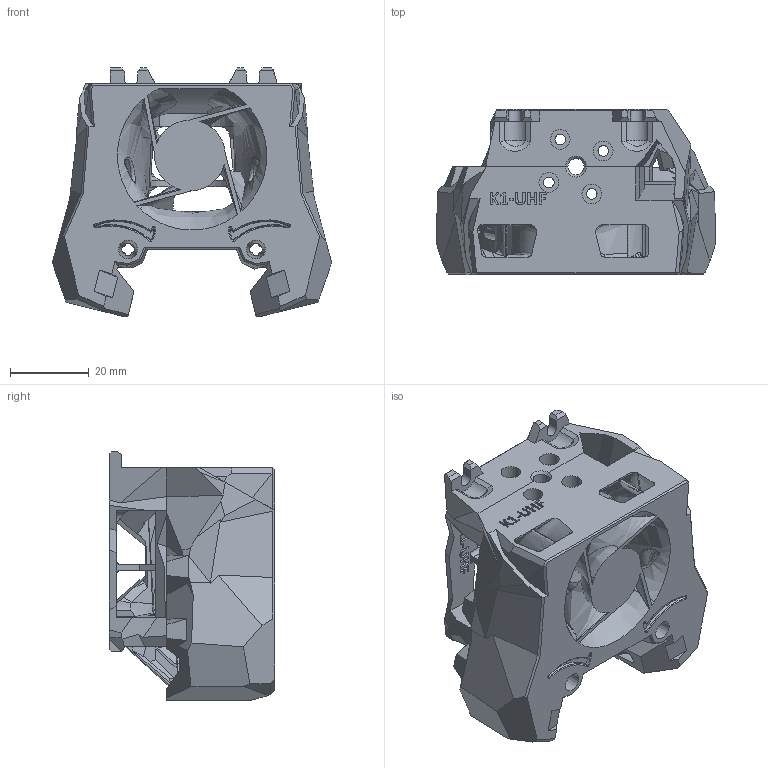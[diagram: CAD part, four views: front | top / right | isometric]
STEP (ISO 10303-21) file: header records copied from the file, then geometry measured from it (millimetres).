
FILE_DESCRIPTION(/* description */ (''),/* implementation_level */ '2;1');
FILE_NAME(/* name */ 'Stealthburner_Printhead_K1_UHF.step',/* time_stamp */ '2023-10-21T14:57:10+02:00',/* author */ (''),/* organization */ (''),/* preprocessor_version */ 'ST-DEVELOPER v20',/* originating_system */ 'Autodesk Translation Framework v12.14.0.127',/* authorisation */ '');
FILE_SCHEMA (('AUTOMOTIVE_DESIGN { 1 0 10303 214 3 1 1 }'));
Products named in the file (1): Stealthburner_Printhead_Rapido
Bounding box: 71.07 x 42 x 63.13 mm (x, y, z)
Volume: 51093.4 mm3; surface area: 33022.8 mm2
Topology: 2 solids, 2 shells, 1333 faces, 4026 edges, 2653 vertices
Faces by surface type: plane 665, bspline 499, cylinder 108, cone 60, sphere 1
Full cylindrical faces by diameter (mm): 2.7 x4, 3.4 x8, 4.6 x2, 4.7 x2, 5 x4, 6 x2
Entity records: 74154 total; most frequent: CARTESIAN_POINT 41763, ORIENTED_EDGE 7984, DIRECTION 4740, EDGE_CURVE 3992, VERTEX_POINT 2653, LINE 2310, VECTOR 2310, EDGE_LOOP 1407
